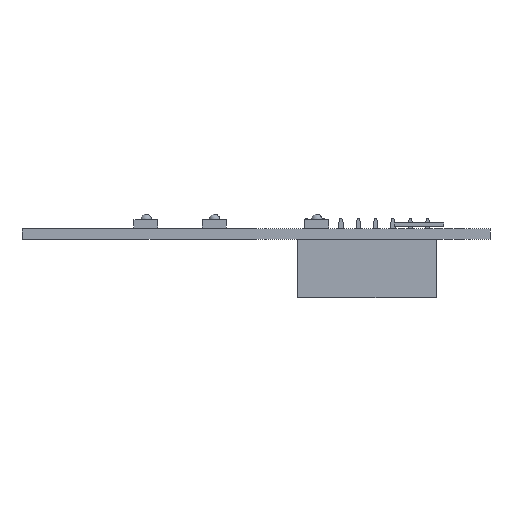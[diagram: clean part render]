
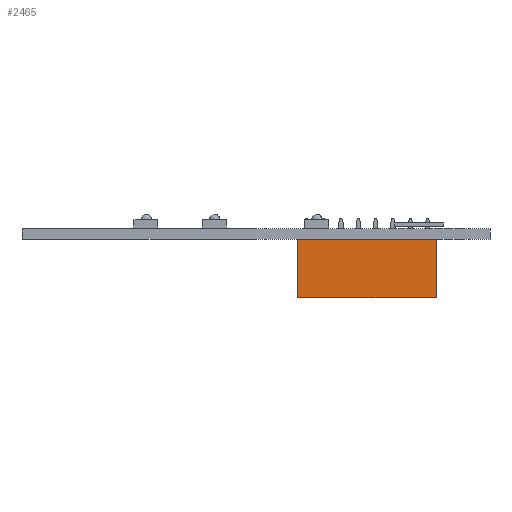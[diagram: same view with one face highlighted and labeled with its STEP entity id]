
A CAD part, front view. The second image highlights one B-rep face of the part: STEP entity #2465.
In plain terms, the highlighted face is planar.
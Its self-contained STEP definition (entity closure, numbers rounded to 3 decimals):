
#642 = VERTEX_POINT('',#643);
#643 = CARTESIAN_POINT('',(-3.81,-19.05,0.));
#651 = EDGE_CURVE('',#642,#652,#654,.T.);
#652 = VERTEX_POINT('',#653);
#653 = CARTESIAN_POINT('',(-3.81,-19.05,8.5));
#654 = LINE('',#655,#656);
#655 = CARTESIAN_POINT('',(-3.81,-19.05,0.));
#656 = VECTOR('',#657,1.);
#657 = DIRECTION('',(0.,0.,1.));
#714 = VERTEX_POINT('',#715);
#715 = CARTESIAN_POINT('',(-3.81,1.27,8.5));
#721 = EDGE_CURVE('',#722,#714,#724,.T.);
#722 = VERTEX_POINT('',#723);
#723 = CARTESIAN_POINT('',(-3.81,1.27,0.));
#724 = LINE('',#725,#726);
#725 = CARTESIAN_POINT('',(-3.81,1.27,0.));
#726 = VECTOR('',#727,1.);
#727 = DIRECTION('',(0.,0.,1.));
#786 = EDGE_CURVE('',#714,#652,#787,.T.);
#787 = LINE('',#788,#789);
#788 = CARTESIAN_POINT('',(-3.81,1.27,8.5));
#789 = VECTOR('',#790,1.);
#790 = DIRECTION('',(0.,-1.,0.));
#1353 = EDGE_CURVE('',#722,#642,#1354,.T.);
#1354 = LINE('',#1355,#1356);
#1355 = CARTESIAN_POINT('',(-3.81,1.27,0.));
#1356 = VECTOR('',#1357,1.);
#1357 = DIRECTION('',(0.,-1.,0.));
#2465 = ADVANCED_FACE('',(#2466),#2472,.F.);
#2466 = FACE_BOUND('',#2467,.F.);
#2467 = EDGE_LOOP('',(#2468,#2469,#2470,#2471));
#2468 = ORIENTED_EDGE('',*,*,#721,.T.);
#2469 = ORIENTED_EDGE('',*,*,#786,.T.);
#2470 = ORIENTED_EDGE('',*,*,#651,.F.);
#2471 = ORIENTED_EDGE('',*,*,#1353,.F.);
#2472 = PLANE('',#2473);
#2473 = AXIS2_PLACEMENT_3D('',#2474,#2475,#2476);
#2474 = CARTESIAN_POINT('',(-3.81,1.27,0.));
#2475 = DIRECTION('',(1.,0.,0.));
#2476 = DIRECTION('',(0.,-1.,0.));
